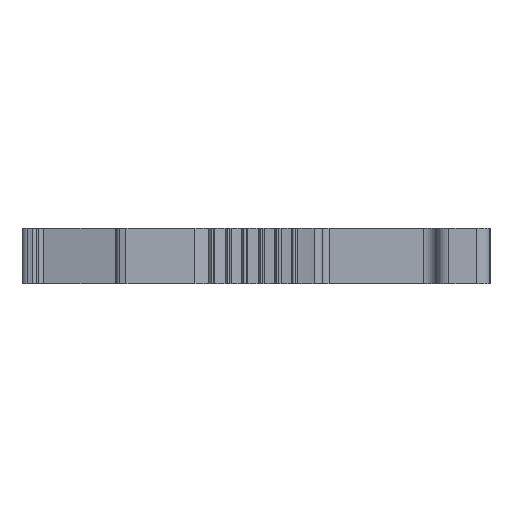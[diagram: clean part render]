
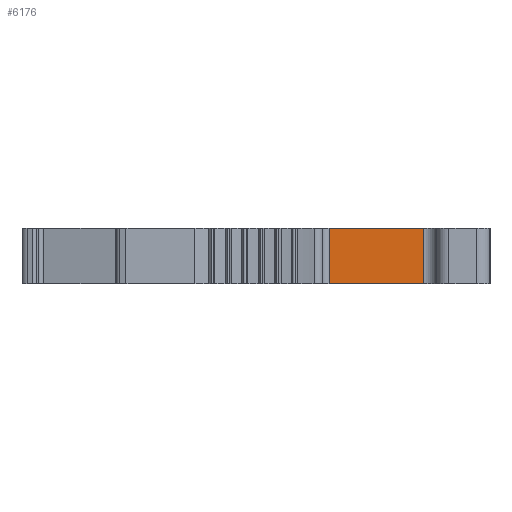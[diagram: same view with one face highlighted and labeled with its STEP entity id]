
A CAD part, left-side view. The second image highlights one B-rep face of the part: STEP entity #6176.
In plain terms, the highlighted planar face has unit normal (-1, 0, 0).
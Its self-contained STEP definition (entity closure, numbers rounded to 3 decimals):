
#158=DIRECTION('',(0.,-1.,0.));
#159=VECTOR('',#158,7.1);
#160=CARTESIAN_POINT('',(-27.1,-5.5,-2.1));
#161=LINE('',#160,#159);
#1394=DIRECTION('',(0.,-1.,0.));
#1395=VECTOR('',#1394,7.1);
#1396=CARTESIAN_POINT('',(-27.1,-5.5,2.1));
#1397=LINE('',#1396,#1395);
#2358=DIRECTION('',(0.,0.,1.));
#2359=VECTOR('',#2358,4.2);
#2360=CARTESIAN_POINT('',(-27.1,-12.6,-2.1));
#2361=LINE('',#2360,#2359);
#2362=DIRECTION('',(0.,0.,1.));
#2363=VECTOR('',#2362,4.2);
#2364=CARTESIAN_POINT('',(-27.1,-5.5,-2.1));
#2365=LINE('',#2364,#2363);
#2548=CARTESIAN_POINT('',(-27.1,-5.5,-2.1));
#2549=VERTEX_POINT('',#2548);
#2550=CARTESIAN_POINT('',(-27.1,-12.6,-2.1));
#2551=VERTEX_POINT('',#2550);
#2868=CARTESIAN_POINT('',(-27.1,-5.5,2.1));
#2869=VERTEX_POINT('',#2868);
#2870=CARTESIAN_POINT('',(-27.1,-12.6,2.1));
#2871=VERTEX_POINT('',#2870);
#6164=CARTESIAN_POINT('',(-27.1,-5.5,-2.1));
#6165=DIRECTION('',(-1.,0.,0.));
#6166=DIRECTION('',(0.,-1.,0.));
#6167=AXIS2_PLACEMENT_3D('',#6164,#6165,#6166);
#6168=PLANE('',#6167);
#6169=ORIENTED_EDGE('',*,*,#3325,.F.);
#6171=ORIENTED_EDGE('',*,*,#6170,.T.);
#6172=ORIENTED_EDGE('',*,*,#4112,.T.);
#6173=ORIENTED_EDGE('',*,*,#6157,.F.);
#6174=EDGE_LOOP('',(#6169,#6171,#6172,#6173));
#6175=FACE_OUTER_BOUND('',#6174,.F.);
#3325=EDGE_CURVE('',#2549,#2551,#161,.T.);
#4112=EDGE_CURVE('',#2869,#2871,#1397,.T.);
#6157=EDGE_CURVE('',#2551,#2871,#2361,.T.);
#6170=EDGE_CURVE('',#2549,#2869,#2365,.T.);
#6176=ADVANCED_FACE('',(#6175),#6168,.T.);
